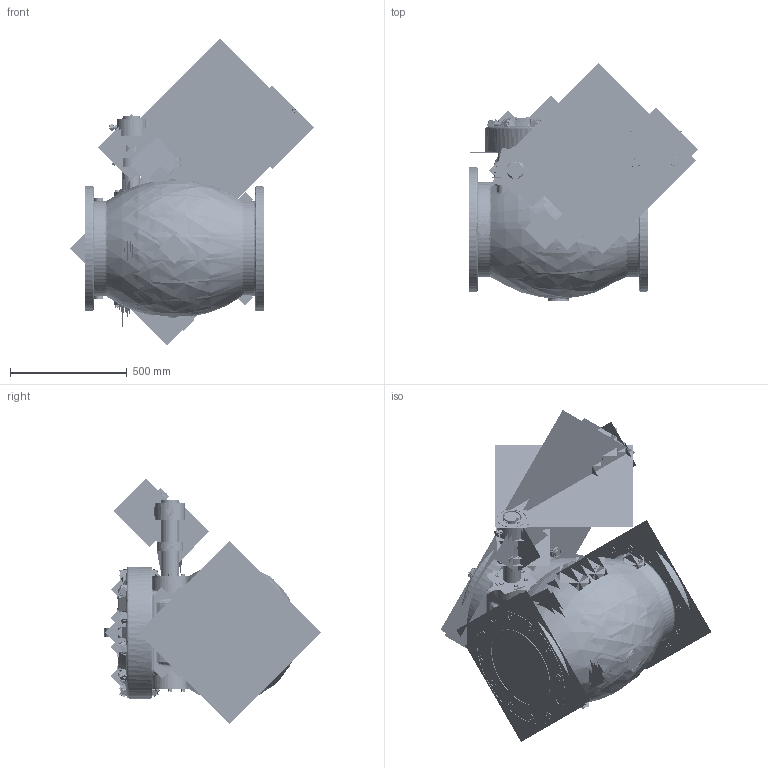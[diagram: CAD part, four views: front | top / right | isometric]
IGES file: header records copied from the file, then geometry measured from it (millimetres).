
Start section:  PTC IGES file: swing_check_valve_90001-flxfl-3_asm.igs
Global section: file name: swing_check_valve_90001-flxfl-3_asm.igs; native system: Creo Parametric by Parametric Technology Corporation; preprocessor: 2013050; author: HAPPY; organization: Unknown; date: 20170128.154223; units: inch
Bounding box: 1045.98 x 1103.77 x 1316.78 mm (x, y, z)
Volume: 34604628.5 mm3; surface area: 31616483.3 mm2
Topology: 65 solids, 66 shells, 4210 faces, 20920 edges, 26273 vertices
Faces by surface type: revolution 2532, bspline 1678
